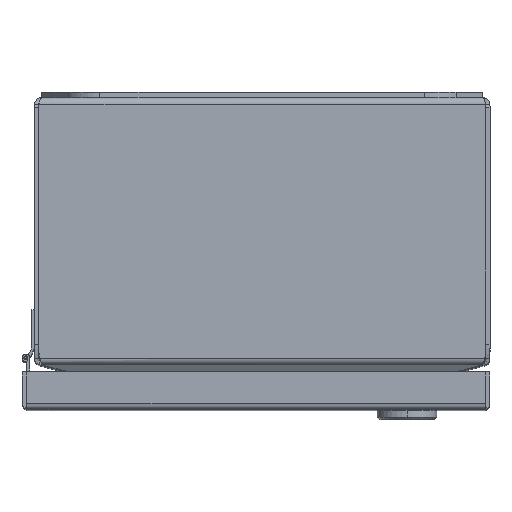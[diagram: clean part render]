
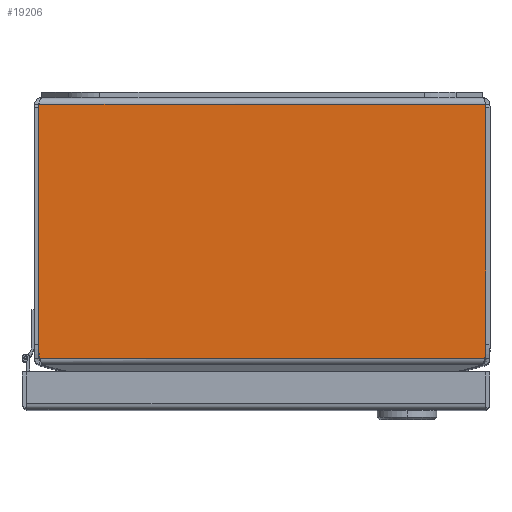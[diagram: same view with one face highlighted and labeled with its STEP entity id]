
A CAD part, top view. The second image highlights one B-rep face of the part: STEP entity #19206.
In plain terms, the highlighted planar face has unit normal (0, 0, 1).
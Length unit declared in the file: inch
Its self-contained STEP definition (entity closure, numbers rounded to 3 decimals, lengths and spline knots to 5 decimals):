
#189 = ORIENTED_EDGE ( 'NONE', *, *, #13505, .F. ) ;
#459 = AXIS2_PLACEMENT_3D ( 'NONE', #14376, #21038, #9549 ) ;
#629 = DIRECTION ( 'NONE',  ( 1., 0., 0. ) ) ;
#979 = DIRECTION ( 'NONE',  ( 0., 0., -1. ) ) ;
#1152 = EDGE_CURVE ( 'NONE', #9522, #20094, #3769, .T. ) ;
#1294 = DIRECTION ( 'NONE',  ( 0., 0., -1. ) ) ;
#1995 = CIRCLE ( 'NONE', #11097, 0.281 ) ;
#2445 = DIRECTION ( 'NONE',  ( 0., -1., 0. ) ) ;
#2651 = VECTOR ( 'NONE', #629, 39.37008 ) ;
#2916 = EDGE_CURVE ( 'NONE', #20094, #7286, #1995, .T. ) ;
#3769 = LINE ( 'NONE', #19089, #15578 ) ;
#3882 = VERTEX_POINT ( 'NONE', #14583 ) ;
#3896 = CARTESIAN_POINT ( 'NONE',  ( 2.94289, -0.086, 4. ) ) ;
#4138 = ORIENTED_EDGE ( 'NONE', *, *, #18785, .F. ) ;
#4482 = DIRECTION ( 'NONE',  ( 0., 1., 0. ) ) ;
#4645 = DIRECTION ( 'NONE',  ( 0., 1., 0. ) ) ;
#5328 = VECTOR ( 'NONE', #4645, 39.37008 ) ;
#5689 = AXIS2_PLACEMENT_3D ( 'NONE', #9618, #1294, #19694 ) ;
#6151 = PLANE ( 'NONE',  #459 ) ;
#6392 = CIRCLE ( 'NONE', #5689, 0.281 ) ;
#7286 = VERTEX_POINT ( 'NONE', #14190 ) ;
#7667 = VECTOR ( 'NONE', #11415, 39.37008 ) ;
#7709 = ORIENTED_EDGE ( 'NONE', *, *, #12401, .F. ) ;
#8005 = FACE_OUTER_BOUND ( 'NONE', #10714, .T. ) ;
#8662 = CARTESIAN_POINT ( 'NONE',  ( 2.94289, -3.33953, 4. ) ) ;
#8971 = CARTESIAN_POINT ( 'NONE',  ( -2.94289, -3.33953, 4. ) ) ;
#9071 = ORIENTED_EDGE ( 'NONE', *, *, #2916, .F. ) ;
#9522 = VERTEX_POINT ( 'NONE', #3896 ) ;
#9549 = DIRECTION ( 'NONE',  ( 0., 1., 0. ) ) ;
#9618 = CARTESIAN_POINT ( 'NONE',  ( -2.66189, -3.33953, 4. ) ) ;
#10301 = VERTEX_POINT ( 'NONE', #8971 ) ;
#10714 = EDGE_LOOP ( 'NONE', ( #9071, #21575, #189, #7709, #4138, #20551 ) ) ;
#11097 = AXIS2_PLACEMENT_3D ( 'NONE', #17953, #979, #4482 ) ;
#11415 = DIRECTION ( 'NONE',  ( -1., 0., 0. ) ) ;
#11543 = LINE ( 'NONE', #18000, #5328 ) ;
#12401 = EDGE_CURVE ( 'NONE', #10301, #3882, #11543, .T. ) ;
#12469 = CARTESIAN_POINT ( 'NONE',  ( -2.914, -0.086, 4. ) ) ;
#12917 = VERTEX_POINT ( 'NONE', #15138 ) ;
#12960 = CARTESIAN_POINT ( 'NONE',  ( 20.527, -3.43401, 4. ) ) ;
#13505 = EDGE_CURVE ( 'NONE', #3882, #9522, #15644, .T. ) ;
#14190 = CARTESIAN_POINT ( 'NONE',  ( 2.92653, -3.43401, 4. ) ) ;
#14376 = CARTESIAN_POINT ( 'NONE',  ( 20.527, 0., 4. ) ) ;
#14583 = CARTESIAN_POINT ( 'NONE',  ( -2.94289, -0.086, 4. ) ) ;
#15138 = CARTESIAN_POINT ( 'NONE',  ( -2.92653, -3.43401, 4. ) ) ;
#15578 = VECTOR ( 'NONE', #2445, 39.37008 ) ;
#15644 = LINE ( 'NONE', #12469, #2651 ) ;
#17953 = CARTESIAN_POINT ( 'NONE',  ( 2.66189, -3.33953, 4. ) ) ;
#18000 = CARTESIAN_POINT ( 'NONE',  ( -2.94289, 0., 4. ) ) ;
#18785 = EDGE_CURVE ( 'NONE', #12917, #10301, #6392, .T. ) ;
#19089 = CARTESIAN_POINT ( 'NONE',  ( 2.94289, 0., 4. ) ) ;
#19206 = ADVANCED_FACE ( 'NONE', ( #8005 ), #6151, .F. ) ;
#19512 = LINE ( 'NONE', #12960, #7667 ) ;
#19694 = DIRECTION ( 'NONE',  ( 0., 1., 0. ) ) ;
#19933 = EDGE_CURVE ( 'NONE', #7286, #12917, #19512, .T. ) ;
#20094 = VERTEX_POINT ( 'NONE', #8662 ) ;
#20551 = ORIENTED_EDGE ( 'NONE', *, *, #19933, .F. ) ;
#21038 = DIRECTION ( 'NONE',  ( 0., 0., -1. ) ) ;
#21575 = ORIENTED_EDGE ( 'NONE', *, *, #1152, .F. ) ;
